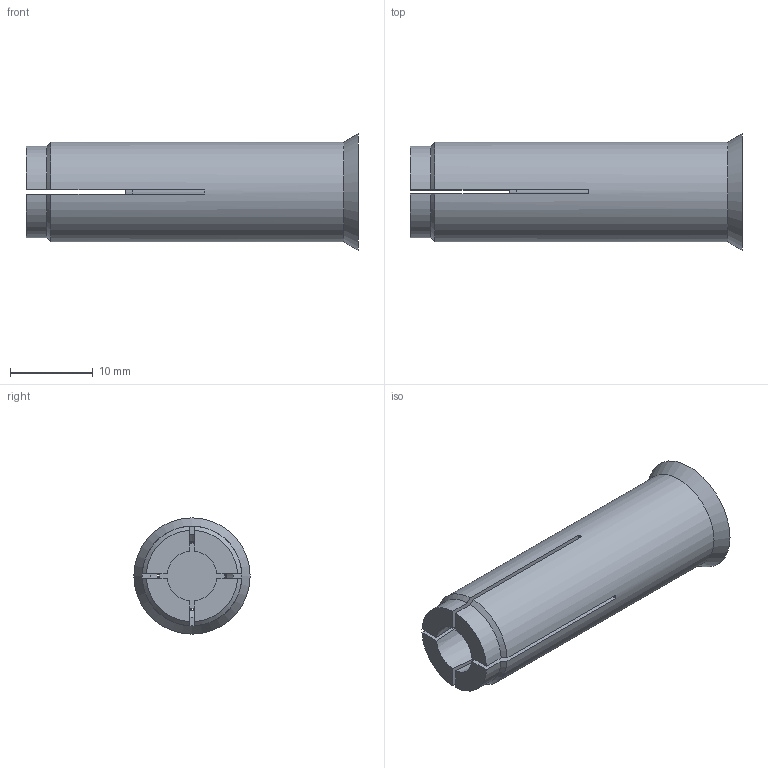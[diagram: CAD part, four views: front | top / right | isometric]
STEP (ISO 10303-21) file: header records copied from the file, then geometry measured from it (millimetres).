
FILE_DESCRIPTION (( 'STEP AP214' ), '1' );
FILE_NAME ('3492024.stp', '2024-01-15T10:41:51', ( '' ), ( '' ), 'SwSTEP 2.0', 'SolidWorks 2022', '' );
FILE_SCHEMA (( 'AUTOMOTIVE_DESIGN' ));
Length unit declared in the file: millimetre
Products named in the file (1): 3492024
Bounding box: 40 x 14 x 14 mm (x, y, z)
Volume: 3119.6 mm3; surface area: 3821.7 mm2
Topology: 2 solids, 2 shells, 55 faces, 152 edges, 100 vertices
Faces by surface type: cone 28, plane 19, cylinder 8
Full cylindrical faces by diameter (mm): 8 x1, 10 x2, 12 x1
Entity records: 1627 total; most frequent: CARTESIAN_POINT 354, DIRECTION 258, ORIENTED_EDGE 234, EDGE_CURVE 117, AXIS2_PLACEMENT_3D 109, VERTEX_POINT 85, EDGE_LOOP 76, FACE_OUTER_BOUND 59
